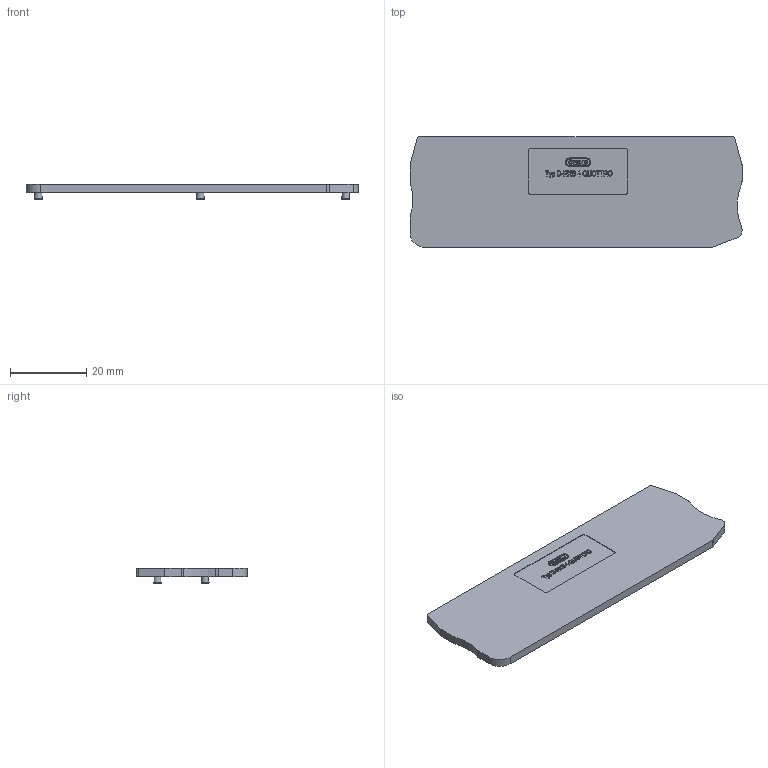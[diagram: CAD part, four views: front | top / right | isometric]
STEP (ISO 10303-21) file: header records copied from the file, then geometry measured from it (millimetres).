
FILE_DESCRIPTION( ('This file contains a STEP AP42 implementation' ,'as created by ZW3D STEP Interface translator.') ,'2;1' );
FILE_NAME( 'RNS4-QUOTTRO_錨璃54.stp' ,'24 725. 91236', (''), ('ZWCAD Software Co.'), 'Version 1.0', 'ZW3D to STEP translator', '' );
FILE_SCHEMA(('AUTOMOTIVE_DESIGN { 1 0 10303 214 1 1 1 1 }'));
Length unit declared in the file: millimetre
Products named in the file (2): 0; RNS4-QUOTTRO_錨璃54
Bounding box: 87.1 x 29.05 x 4 mm (x, y, z)
Volume: 5436.2 mm3; surface area: 5544.5 mm2
Topology: 1 solids, 1 shells, 1173 faces, 3354 edges, 2222 vertices
Faces by surface type: plane 1117, bspline 26, cylinder 24, cone 3, torus 3
Full cylindrical faces by diameter (mm): 1 x3
Entity records: 41338 total; most frequent: CARTESIAN_POINT 13629, ORIENTED_EDGE 6708, DIRECTION 3650, EDGE_CURVE 3354, VERTEX_POINT 2222, B_SPLINE_CURVE_WITH_KNOTS 2054, VECTOR 1242, LINE 1242
